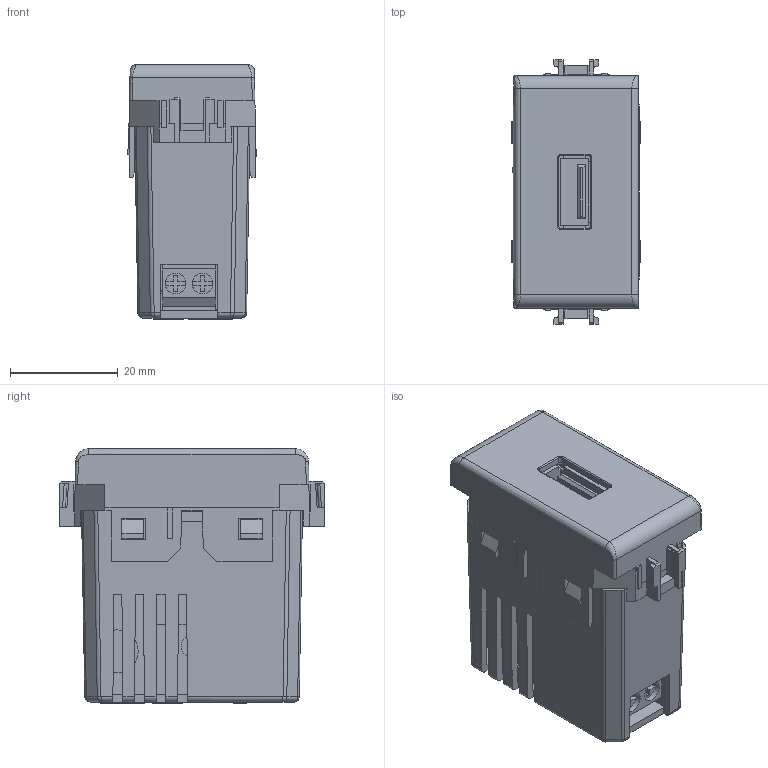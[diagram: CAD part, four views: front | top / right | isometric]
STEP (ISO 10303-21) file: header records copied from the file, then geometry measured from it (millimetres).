
FILE_DESCRIPTION (( 'STEP AP214' ), '1' );
FILE_NAME ('4BOX-USB-1A-2.1A-MATIX.STEP', '2024-08-23T00:13:31', ( '' ), ( '' ), 'SwSTEP 2.0', 'SolidWorks 2016', '' );
FILE_SCHEMA (( 'AUTOMOTIVE_DESIGN' ));
Length unit declared in the file: millimetre
Products named in the file (7): PCB-USB菁釱-旳啣; 4BOX-USB耀輸盓殤-20190822載陔; 詢淏謗弇諉盄翐-1108; 4BOX-USB-1A-2.1A-MATIX; PCB-USB黃蕾耀輸-20160730; 4BOX-USB耀輸菁釱-MATIX-20190820; 4BOX+USB黃蕾耀輸醱啣-MATIX-20160310
Assembly tree (6 placements, depth 2):
  4BOX-USB-1A-2.1A-MATIX
    4BOX-USB耀輸盓殤-20190822載陔
    PCB-USB黃蕾耀輸-20160730
    PCB-USB菁釱-旳啣
    詢淏謗弇諉盄翐-1108
    4BOX+USB黃蕾耀輸醱啣-MATIX-20160310
    4BOX-USB耀輸菁釱-MATIX-20190820
Bounding box: 23.9 x 49 x 47.25 mm (x, y, z)
Volume: 19098 mm3; surface area: 24414.6 mm2
Topology: 6 solids, 6 shells, 836 faces, 2334 edges, 1534 vertices
Faces by surface type: plane 672, cylinder 98, bspline 50, sphere 8, torus 4, cone 4
Entity records: 27954 total; most frequent: CARTESIAN_POINT 6316, ORIENTED_EDGE 4668, DIRECTION 3924, EDGE_CURVE 2334, VECTOR 2008, LINE 2008, VERTEX_POINT 1534, AXIS2_PLACEMENT_3D 958
